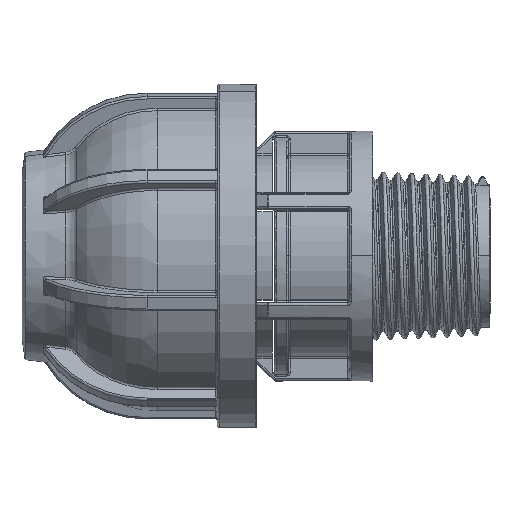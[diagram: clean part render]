
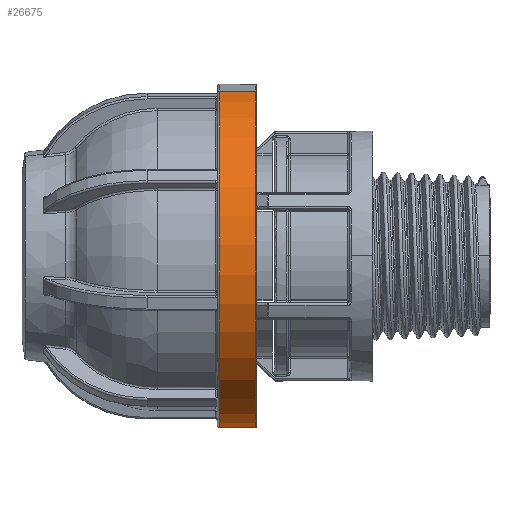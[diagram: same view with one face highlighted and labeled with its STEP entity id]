
A CAD part, top view. The second image highlights one B-rep face of the part: STEP entity #26675.
In plain terms, the highlighted cylindrical face has radius 22 mm (diameter 44 mm), a partial arc.
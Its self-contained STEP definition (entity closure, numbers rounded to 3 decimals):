
#93 = CIRCLE ( 'NONE', #94, 22. ) ;
#94 = AXIS2_PLACEMENT_3D ( 'NONE', #1163, #1164, #1165 ) ;
#1163 = CARTESIAN_POINT ( 'NONE',  ( -30., -27.726, 0. ) ) ;
#1164 = DIRECTION ( 'NONE',  ( -1., 0., 0. ) ) ;
#1165 = DIRECTION ( 'NONE',  ( 0., 0.959, 0.283 ) ) ;
#4728 = CIRCLE ( 'NONE', #4729, 22. ) ;
#4729 = AXIS2_PLACEMENT_3D ( 'NONE', #6865, #6866, #6867 ) ;
#4760 = VECTOR ( 'NONE', #6980, 1000. ) ;
#4803 = VECTOR ( 'NONE', #7183, 1000. ) ;
#6865 = CARTESIAN_POINT ( 'NONE',  ( -34.65, -27.726, 0. ) ) ;
#6866 = DIRECTION ( 'NONE',  ( 1., 0., 0. ) ) ;
#6867 = DIRECTION ( 'NONE',  ( 0., -0.959, -0.283 ) ) ;
#6979 = CARTESIAN_POINT ( 'NONE',  ( -59.9, -48.823, -6.236 ) ) ;
#6980 = DIRECTION ( 'NONE',  ( -1., 0., 0. ) ) ;
#7182 = CARTESIAN_POINT ( 'NONE',  ( -59.9, -6.628, 6.236 ) ) ;
#7183 = DIRECTION ( 'NONE',  ( -1., 0., 0. ) ) ;
#23676 = VERTEX_POINT ( 'NONE', #36547 ) ;
#23699 = VERTEX_POINT ( 'NONE', #36570 ) ;
#23700 = VERTEX_POINT ( 'NONE', #36571 ) ;
#23701 = VERTEX_POINT ( 'NONE', #36572 ) ;
#24467 = EDGE_LOOP ( 'NONE', ( #28801, #28802, #28800, #28804 ) ) ;
#26675 = ADVANCED_FACE ( 'NONE', ( #31135 ), #31136, .T. ) ;
#28285 = EDGE_CURVE ( 'NONE', #23700, #23701, #93, .T. ) ;
#28800 = ORIENTED_EDGE ( 'NONE', *, *, #33526, .T. ) ;
#28801 = ORIENTED_EDGE ( 'NONE', *, *, #33489, .F. ) ;
#28802 = ORIENTED_EDGE ( 'NONE', *, *, #28285, .T. ) ;
#28804 = ORIENTED_EDGE ( 'NONE', *, *, #33464, .T. ) ;
#31135 = FACE_OUTER_BOUND ( 'NONE', #24467, .T. ) ;
#31136 = CYLINDRICAL_SURFACE ( 'NONE', #40055, 22. ) ;
#33464 = EDGE_CURVE ( 'NONE', #23676, #23699, #4728, .T. ) ;
#33489 = EDGE_CURVE ( 'NONE', #23700, #23699, #45709, .T. ) ;
#33526 = EDGE_CURVE ( 'NONE', #23701, #23676, #45715, .T. ) ;
#36547 = CARTESIAN_POINT ( 'NONE',  ( -34.65, -6.628, 6.236 ) ) ;
#36570 = CARTESIAN_POINT ( 'NONE',  ( -34.65, -48.823, -6.236 ) ) ;
#36571 = CARTESIAN_POINT ( 'NONE',  ( -30., -48.823, -6.236 ) ) ;
#36572 = CARTESIAN_POINT ( 'NONE',  ( -30., -6.628, 6.236 ) ) ;
#40055 = AXIS2_PLACEMENT_3D ( 'NONE', #43523, #43524, #43525 ) ;
#43523 = CARTESIAN_POINT ( 'NONE',  ( -59.9, -27.726, 0. ) ) ;
#43524 = DIRECTION ( 'NONE',  ( -1., 0., 0. ) ) ;
#43525 = DIRECTION ( 'NONE',  ( 0., 0.959, 0.283 ) ) ;
#45709 = LINE ( 'NONE', #6979, #4760 ) ;
#45715 = LINE ( 'NONE', #7182, #4803 ) ;
